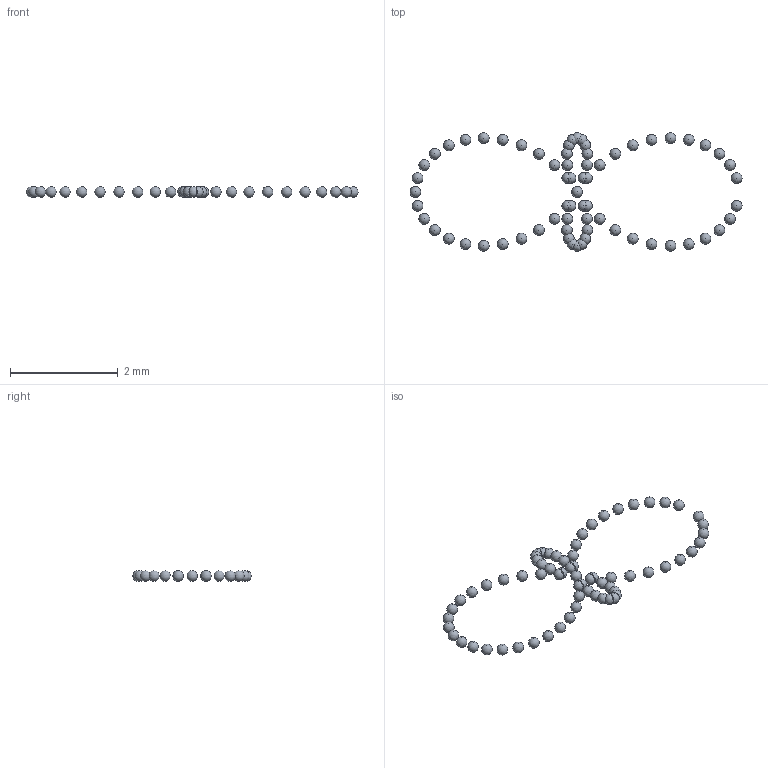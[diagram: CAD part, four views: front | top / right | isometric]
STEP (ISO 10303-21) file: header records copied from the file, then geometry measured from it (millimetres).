
FILE_DESCRIPTION(('Open CASCADE Model'),'2;1');
FILE_NAME('Open CASCADE Shape Model','2024-05-22T23:03:27',('Author'),( 'Open CASCADE'),'Open CASCADE STEP processor 7.7','Open CASCADE 7.7' ,'Unknown');
FILE_SCHEMA(('AUTOMOTIVE_DESIGN { 1 0 10303 214 1 1 1 1 }'));
Length unit declared in the file: millimetre
Products named in the file (53): Open CASCADE STEP translator 7.7 15; Open CASCADE STEP translator 7.7 15.1; Open CASCADE STEP translator 7.7 15.2; Open CASCADE STEP translator 7.7 15.3; Open CASCADE STEP translator 7.7 15.4; Open CASCADE STEP translator 7.7 15.5; Open CASCADE STEP translator 7.7 15.6; Open CASCADE STEP translator 7.7 15.7; Open CASCADE STEP translator 7.7 15.8; Open CASCADE STEP translator 7.7 15.9; Open CASCADE STEP translator 7.7 15.10; Open CASCADE STEP translator 7.7 15.11; Open CASCADE STEP translator 7.7 15.12; Open CASCADE STEP translator 7.7 15.13; Open CASCADE STEP translator 7.7 15.14; Open CASCADE STEP translator 7.7 15.15; Open CASCADE STEP translator 7.7 15.16; Open CASCADE STEP translator 7.7 15.17; Open CASCADE STEP translator 7.7 15.18; Open CASCADE STEP translator 7.7 15.19; Open CASCADE STEP translator 7.7 15.20; Open CASCADE STEP translator 7.7 15.21; Open CASCADE STEP translator 7.7 15.22; Open CASCADE STEP translator 7.7 15.23; Open CASCADE STEP translator 7.7 15.24; Open CASCADE STEP translator 7.7 15.25; Open CASCADE STEP translator 7.7 15.26; Open CASCADE STEP translator 7.7 15.27; Open CASCADE STEP translator 7.7 15.28; Open CASCADE STEP translator 7.7 15.29; Open CASCADE STEP translator 7.7 15.30; Open CASCADE STEP translator 7.7 15.31; Open CASCADE STEP translator 7.7 15.32; Open CASCADE STEP translator 7.7 15.33; Open CASCADE STEP translator 7.7 15.34; Open CASCADE STEP translator 7.7 15.35; Open CASCADE STEP translator 7.7 15.36; Open CASCADE STEP translator 7.7 15.37; Open CASCADE STEP translator 7.7 15.38; Open CASCADE STEP translator 7.7 15.39 ...
Assembly tree (52 placements, depth 2):
  Open CASCADE STEP translator 7.7 15
    Open CASCADE STEP translator 7.7 15.1
    Open CASCADE STEP translator 7.7 15.2
    Open CASCADE STEP translator 7.7 15.3
    Open CASCADE STEP translator 7.7 15.4
    Open CASCADE STEP translator 7.7 15.5
    Open CASCADE STEP translator 7.7 15.6
    Open CASCADE STEP translator 7.7 15.7
    Open CASCADE STEP translator 7.7 15.8
    Open CASCADE STEP translator 7.7 15.9
    Open CASCADE STEP translator 7.7 15.10
    Open CASCADE STEP translator 7.7 15.11
    Open CASCADE STEP translator 7.7 15.12
    Open CASCADE STEP translator 7.7 15.13
    Open CASCADE STEP translator 7.7 15.14
    Open CASCADE STEP translator 7.7 15.15
    Open CASCADE STEP translator 7.7 15.16
    Open CASCADE STEP translator 7.7 15.17
    Open CASCADE STEP translator 7.7 15.18
    Open CASCADE STEP translator 7.7 15.19
    Open CASCADE STEP translator 7.7 15.20
    Open CASCADE STEP translator 7.7 15.21
    Open CASCADE STEP translator 7.7 15.22
    Open CASCADE STEP translator 7.7 15.23
    Open CASCADE STEP translator 7.7 15.24
    Open CASCADE STEP translator 7.7 15.25
    Open CASCADE STEP translator 7.7 15.26
    Open CASCADE STEP translator 7.7 15.27
    Open CASCADE STEP translator 7.7 15.28
    Open CASCADE STEP translator 7.7 15.29
    Open CASCADE STEP translator 7.7 15.30
    Open CASCADE STEP translator 7.7 15.31
    Open CASCADE STEP translator 7.7 15.32
    Open CASCADE STEP translator 7.7 15.33
    Open CASCADE STEP translator 7.7 15.34
    Open CASCADE STEP translator 7.7 15.35
    Open CASCADE STEP translator 7.7 15.36
    Open CASCADE STEP translator 7.7 15.37
    Open CASCADE STEP translator 7.7 15.38
    Open CASCADE STEP translator 7.7 15.39
    Open CASCADE STEP translator 7.7 15.40
    Open CASCADE STEP translator 7.7 15.41
    Open CASCADE STEP translator 7.7 15.42
    Open CASCADE STEP translator 7.7 15.43
    Open CASCADE STEP translator 7.7 15.44
    Open CASCADE STEP translator 7.7 15.45
    Open CASCADE STEP translator 7.7 15.46
    Open CASCADE STEP translator 7.7 15.47
    Open CASCADE STEP translator 7.7 15.48
    Open CASCADE STEP translator 7.7 15.49
    Open CASCADE STEP translator 7.7 15.50
    Open CASCADE STEP translator 7.7 15.51
    Open CASCADE STEP translator 7.7 15.52
Bounding box: 6.16 x 2.2 x 0.2 mm (x, y, z)
Volume: 0.2 mm3; surface area: 8.1 mm2
Topology: 52 solids, 52 shells, 68 faces, 236 edges, 160 vertices
Faces by surface type: sphere 68
Entity records: 4768 total; most frequent: CARTESIAN_POINT 2517, DIRECTION 354, AXIS2_PLACEMENT_3D 161, PRODUCT_DEFINITION_SHAPE 105, VERTEX_POINT 100, FACE_BOUND 92, ORIENTED_EDGE 80, PCURVE 80
